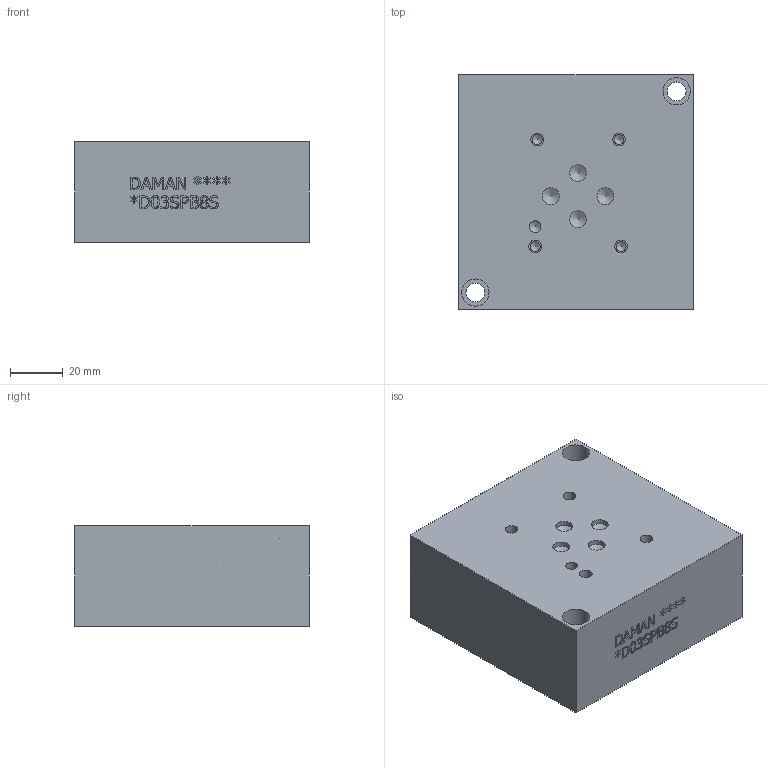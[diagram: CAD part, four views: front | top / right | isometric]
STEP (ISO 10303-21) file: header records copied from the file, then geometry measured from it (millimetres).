
FILE_DESCRIPTION(/* description */ (''),/* implementation_level */ '2;1');
FILE_NAME(/* name */ '_D03SPB8S.stp',/* time_stamp */ '2021-12-14T11:33:01-05:00',/* author */ ('bobbyh'),/* organization */ (''),/* preprocessor_version */ 'ST-DEVELOPER v18',/* originating_system */ 'Autodesk Inventor 2020',/* authorisation */ '');
FILE_SCHEMA (('AUTOMOTIVE_DESIGN { 1 0 10303 214 3 1 1 }'));
Length unit declared in the file: millimetre
Products named in the file (1): Part__D03SPB8S_3D
Bounding box: 88.9 x 88.9 x 38.1 mm (x, y, z)
Volume: 268260.6 mm3; surface area: 37944.9 mm2
Topology: 1 solids, 1 shells, 480 faces, 1309 edges, 881 vertices
Faces by surface type: plane 276, bspline 142, cylinder 37, cone 25
Full cylindrical faces by diameter (mm): 3.785 x4, 4.369 x1, 4.826 x4, 6.35 x4, 7.137 x2, 10.312 x2, 15.875 x4, 17.501 x4, 19.05 x4, 19.253 x4, 30.632 x4
Entity records: 16232 total; most frequent: CARTESIAN_POINT 4504, ORIENTED_EDGE 2592, DIRECTION 1826, EDGE_CURVE 1296, VERTEX_POINT 881, LINE 876, VECTOR 876, EDGE_LOOP 547
